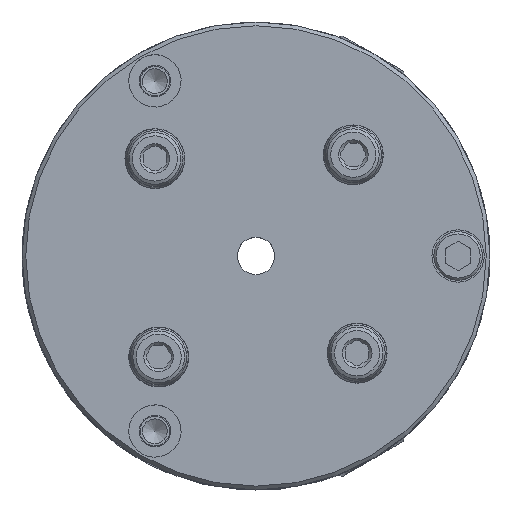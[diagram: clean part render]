
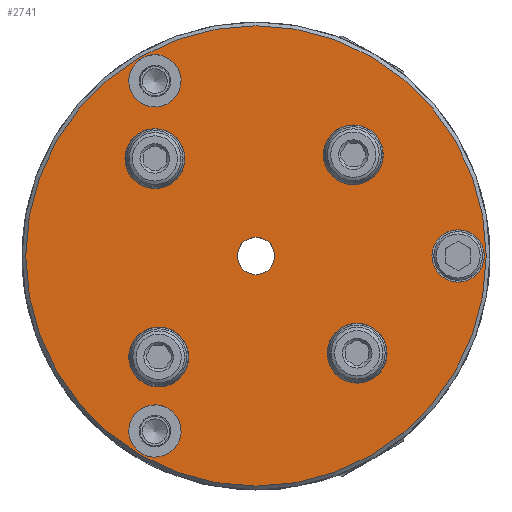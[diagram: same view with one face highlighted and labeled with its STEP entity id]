
A CAD part, top view. The second image highlights one B-rep face of the part: STEP entity #2741.
In plain terms, the highlighted face is planar.
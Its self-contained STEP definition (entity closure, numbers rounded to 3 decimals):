
#1959=PLANE('',#9424);
#2741=ADVANCED_FACE('',(#3231,#3232,#3233,#3234,#3235,#3236,#3237,#3238,
#3239),#1959,.T.);
#3231=FACE_BOUND('',#3803,.T.);
#3232=FACE_BOUND('',#3804,.T.);
#3233=FACE_BOUND('',#3805,.T.);
#3234=FACE_BOUND('',#3806,.T.);
#3235=FACE_BOUND('',#3807,.T.);
#3236=FACE_BOUND('',#3808,.T.);
#3237=FACE_BOUND('',#3809,.T.);
#3238=FACE_BOUND('',#3810,.T.);
#3239=FACE_BOUND('',#3811,.T.);
#3803=EDGE_LOOP('',(#5478));
#3804=EDGE_LOOP('',(#5479));
#3805=EDGE_LOOP('',(#5480));
#3806=EDGE_LOOP('',(#5481));
#3807=EDGE_LOOP('',(#5482));
#3808=EDGE_LOOP('',(#5483));
#3809=EDGE_LOOP('',(#5484));
#3810=EDGE_LOOP('',(#5485));
#3811=EDGE_LOOP('',(#5486));
#5478=ORIENTED_EDGE('',*,*,#8119,.T.);
#5479=ORIENTED_EDGE('',*,*,#8120,.T.);
#5480=ORIENTED_EDGE('',*,*,#8121,.T.);
#5481=ORIENTED_EDGE('',*,*,#8122,.F.);
#5482=ORIENTED_EDGE('',*,*,#8123,.F.);
#5483=ORIENTED_EDGE('',*,*,#8124,.F.);
#5484=ORIENTED_EDGE('',*,*,#8125,.F.);
#5485=ORIENTED_EDGE('',*,*,#8126,.T.);
#5486=ORIENTED_EDGE('',*,*,#8127,.T.);
#7058=VERTEX_POINT('',#14468);
#7059=VERTEX_POINT('',#14470);
#7060=VERTEX_POINT('',#14472);
#7061=VERTEX_POINT('',#14474);
#7062=VERTEX_POINT('',#14476);
#7063=VERTEX_POINT('',#14478);
#7064=VERTEX_POINT('',#14480);
#7065=VERTEX_POINT('',#14482);
#7066=VERTEX_POINT('',#14484);
#8119=EDGE_CURVE('',#7058,#7058,#8817,.T.);
#8120=EDGE_CURVE('',#7059,#7059,#8818,.T.);
#8121=EDGE_CURVE('',#7060,#7060,#8819,.T.);
#8122=EDGE_CURVE('',#7061,#7061,#8820,.T.);
#8123=EDGE_CURVE('',#7062,#7062,#8821,.T.);
#8124=EDGE_CURVE('',#7063,#7063,#8822,.T.);
#8125=EDGE_CURVE('',#7064,#7064,#8823,.T.);
#8126=EDGE_CURVE('',#7065,#7065,#8824,.T.);
#8127=EDGE_CURVE('',#7066,#7066,#8825,.T.);
#8817=CIRCLE('',#9415,61.5);
#8818=CIRCLE('',#9416,7.);
#8819=CIRCLE('',#9417,5.);
#8820=CIRCLE('',#9418,6.);
#8821=CIRCLE('',#9419,6.);
#8822=CIRCLE('',#9420,6.);
#8823=CIRCLE('',#9421,6.);
#8824=CIRCLE('',#9422,7.);
#8825=CIRCLE('',#9423,7.);
#9415=AXIS2_PLACEMENT_3D('',#14467,#11060,#11061);
#9416=AXIS2_PLACEMENT_3D('',#14469,#11062,#11063);
#9417=AXIS2_PLACEMENT_3D('',#14471,#11064,#11065);
#9418=AXIS2_PLACEMENT_3D('',#14473,#11066,#11067);
#9419=AXIS2_PLACEMENT_3D('',#14475,#11068,#11069);
#9420=AXIS2_PLACEMENT_3D('',#14477,#11070,#11071);
#9421=AXIS2_PLACEMENT_3D('',#14479,#11072,#11073);
#9422=AXIS2_PLACEMENT_3D('',#14481,#11074,#11075);
#9423=AXIS2_PLACEMENT_3D('',#14483,#11076,#11077);
#9424=AXIS2_PLACEMENT_3D('',#14485,#11078,#11079);
#11060=DIRECTION('',(0.,0.,-1.));
#11061=DIRECTION('',(-1.,0.,0.));
#11062=DIRECTION('',(0.,0.,1.));
#11063=DIRECTION('',(-0.5,-0.866,0.));
#11064=DIRECTION('',(0.,0.,1.));
#11065=DIRECTION('',(0.,1.,0.));
#11066=DIRECTION('',(0.,0.,-1.));
#11067=DIRECTION('',(0.,1.,0.));
#11068=DIRECTION('',(0.,0.,-1.));
#11069=DIRECTION('',(0.,1.,0.));
#11070=DIRECTION('',(0.,0.,-1.));
#11071=DIRECTION('',(0.,1.,0.));
#11072=DIRECTION('',(0.,0.,-1.));
#11073=DIRECTION('',(0.,1.,0.));
#11074=DIRECTION('',(0.,0.,1.));
#11075=DIRECTION('',(1.,0.,0.));
#11076=DIRECTION('',(0.,0.,1.));
#11077=DIRECTION('',(-0.5,0.866,0.));
#11078=DIRECTION('',(0.,0.,-1.));
#11079=DIRECTION('',(0.,1.,0.));
#14467=CARTESIAN_POINT('',(-650.,-1600.,63.828));
#14468=CARTESIAN_POINT('',(-711.5,-1600.,63.828));
#14469=CARTESIAN_POINT('',(-677.,-1646.765,63.828));
#14470=CARTESIAN_POINT('',(-680.5,-1652.828,63.828));
#14471=CARTESIAN_POINT('',(-650.,-1600.,63.828));
#14472=CARTESIAN_POINT('',(-650.,-1595.,63.828));
#14473=CARTESIAN_POINT('',(-676.,-1574.,63.828));
#14474=CARTESIAN_POINT('',(-676.,-1568.,63.828));
#14475=CARTESIAN_POINT('',(-624.,-1574.,63.828));
#14476=CARTESIAN_POINT('',(-624.,-1568.,63.828));
#14477=CARTESIAN_POINT('',(-676.,-1626.,63.828));
#14478=CARTESIAN_POINT('',(-676.,-1620.,63.828));
#14479=CARTESIAN_POINT('',(-624.,-1626.,63.828));
#14480=CARTESIAN_POINT('',(-624.,-1620.,63.828));
#14481=CARTESIAN_POINT('',(-596.,-1600.,63.828));
#14482=CARTESIAN_POINT('',(-589.,-1600.,63.828));
#14483=CARTESIAN_POINT('',(-677.,-1553.235,63.828));
#14484=CARTESIAN_POINT('',(-680.5,-1547.172,63.828));
#14485=CARTESIAN_POINT('',(-650.,-1600.,63.828));
